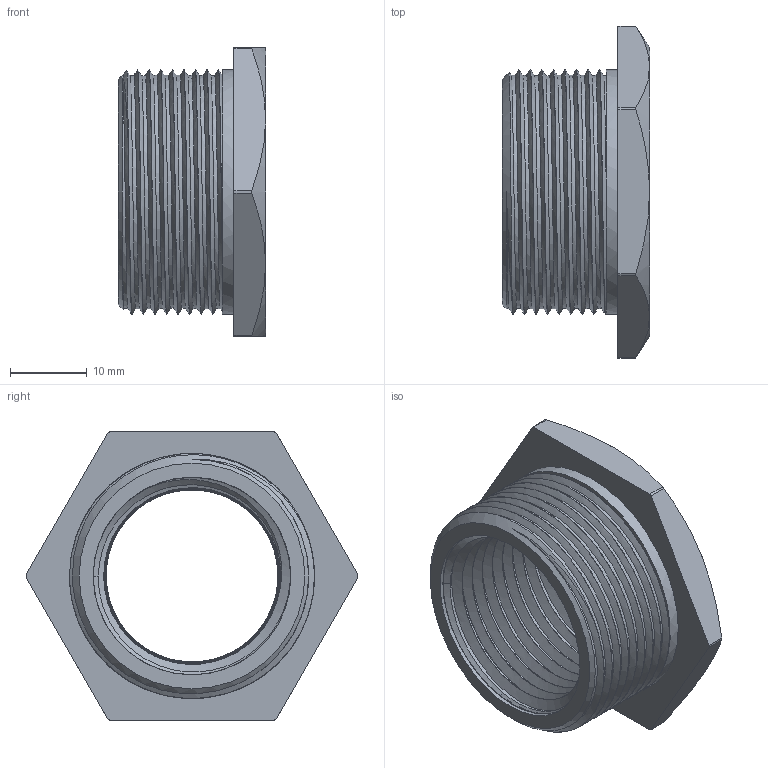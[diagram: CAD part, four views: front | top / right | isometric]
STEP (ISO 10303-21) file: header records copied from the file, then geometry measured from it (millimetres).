
FILE_DESCRIPTION(/* description */ ('Adapter Metall Ex M 32x1,5 / NPT 3/4"','CAx-IF Rec.Pracs.---Representation and Presentation of Product Manufacturing Information (PMI)---3.8---2014-02-18'),/* implementation_level */ '2;1');
FILE_NAME(/* name */ 'RX744984-RST.stp',/* time_stamp */ '2023-11-22T07:10:17+01:00',/* author */ ('sl'),/* organization */ (''),/* preprocessor_version */ 'ST-DEVELOPER v16.5',/* originating_system */ 'Autodesk Inventor 2017',/* authorisation */ '');
FILE_SCHEMA (('AP242_MANAGED_MODEL_BASED_3D_ENGINEERING_MIM_LF { 1 0 10303 442 1 1 4 }'));
Length unit declared in the file: millimetre
Products named in the file (1): RX744984
Bounding box: 19.12 x 43.14 x 37.5 mm (x, y, z)
Volume: 7221 mm3; surface area: 6706.2 mm2
Topology: 1 solids, 1 shells, 44 faces, 116 edges, 75 vertices
Faces by surface type: cylinder 16, cone 12, plane 10, bspline 6
Full cylindrical faces by diameter (mm): 31.84 x8
Entity records: 5380 total; most frequent: CARTESIAN_POINT 4603, ORIENTED_EDGE 160, DIRECTION 140, EDGE_CURVE 80, AXIS2_PLACEMENT_3D 61, VERTEX_POINT 53, EDGE_LOOP 43, FACE_OUTER_BOUND 35
